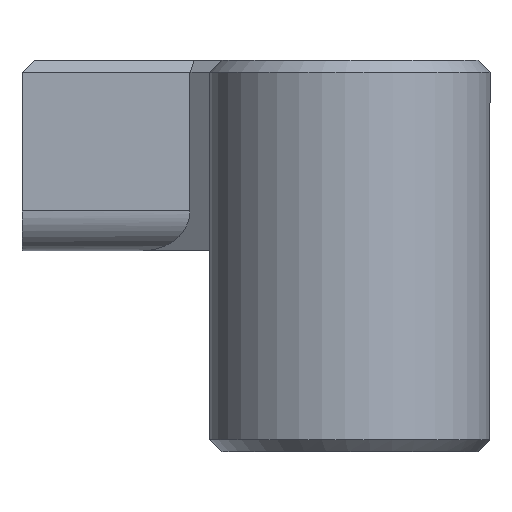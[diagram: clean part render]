
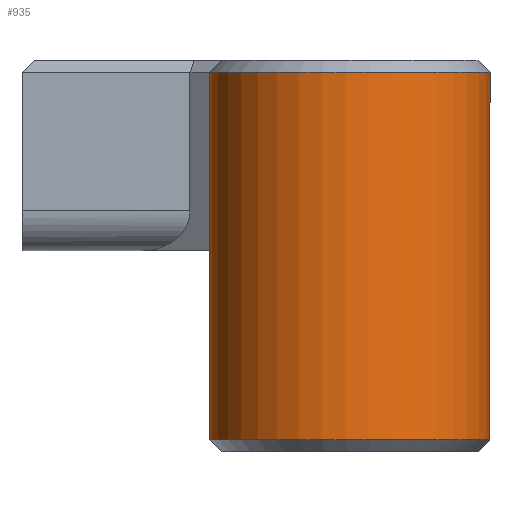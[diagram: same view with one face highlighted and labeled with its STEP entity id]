
A CAD part, front view. The second image highlights one B-rep face of the part: STEP entity #935.
In plain terms, the highlighted cylindrical face has radius 3.5 mm (diameter 7 mm), a partial arc.
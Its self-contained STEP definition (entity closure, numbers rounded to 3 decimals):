
#22=CYLINDRICAL_SURFACE('',#1012,3.5);
#39=CIRCLE('',#1001,3.5);
#40=CIRCLE('',#1013,3.5);
#73=FACE_OUTER_BOUND('',#129,.T.);
#129=EDGE_LOOP('',(#735,#736,#737,#738));
#228=LINE('',#1469,#342);
#229=LINE('',#1473,#343);
#342=VECTOR('',#1192,10.);
#343=VECTOR('',#1197,10.);
#430=VERTEX_POINT('',#1430);
#431=VERTEX_POINT('',#1435);
#439=VERTEX_POINT('',#1467);
#440=VERTEX_POINT('',#1471);
#529=EDGE_CURVE('',#431,#430,#39,.T.);
#546=EDGE_CURVE('',#430,#439,#228,.T.);
#547=EDGE_CURVE('',#439,#440,#40,.T.);
#548=EDGE_CURVE('',#431,#440,#229,.T.);
#735=ORIENTED_EDGE('',*,*,#529,.T.);
#736=ORIENTED_EDGE('',*,*,#546,.T.);
#737=ORIENTED_EDGE('',*,*,#547,.T.);
#738=ORIENTED_EDGE('',*,*,#548,.F.);
#935=ADVANCED_FACE('',(#73),#22,.T.);
#1001=AXIS2_PLACEMENT_3D('',#1436,#1156,#1157);
#1012=AXIS2_PLACEMENT_3D('',#1470,#1193,#1194);
#1013=AXIS2_PLACEMENT_3D('',#1472,#1195,#1196);
#1156=DIRECTION('center_axis',(0.,0.,-1.));
#1157=DIRECTION('ref_axis',(-0.429,-0.904,0.));
#1192=DIRECTION('',(0.,0.,-1.));
#1193=DIRECTION('center_axis',(0.,0.,1.));
#1194=DIRECTION('ref_axis',(0.461,-0.887,0.));
#1195=DIRECTION('center_axis',(0.,0.,1.));
#1196=DIRECTION('ref_axis',(-0.429,-0.904,0.));
#1197=DIRECTION('',(0.,0.,-1.));
#1430=CARTESIAN_POINT('',(2.9,0.574,19.2));
#1435=CARTESIAN_POINT('',(7.85,3.147,19.2));
#1436=CARTESIAN_POINT('Origin',(6.35,-0.016,19.2));
#1467=CARTESIAN_POINT('',(2.9,0.574,10.05));
#1469=CARTESIAN_POINT('',(2.9,0.574,19.5));
#1470=CARTESIAN_POINT('Origin',(6.35,-0.016,19.5));
#1471=CARTESIAN_POINT('',(7.85,3.147,10.05));
#1472=CARTESIAN_POINT('Origin',(6.35,-0.016,10.05));
#1473=CARTESIAN_POINT('',(7.85,3.147,19.5));
